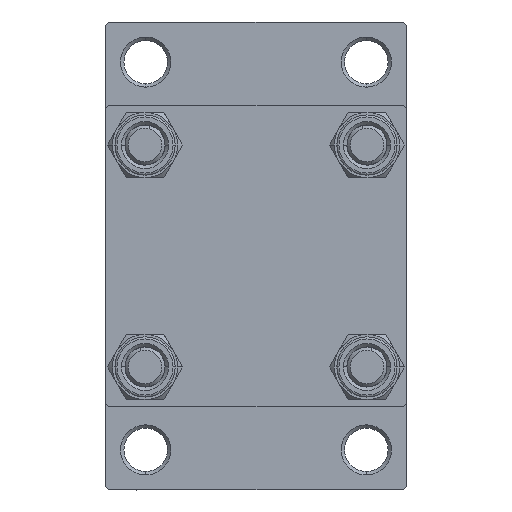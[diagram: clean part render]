
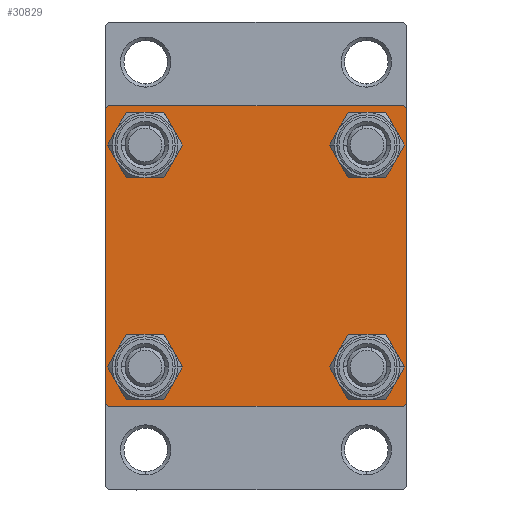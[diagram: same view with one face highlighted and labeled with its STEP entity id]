
A CAD part, left-side view. The second image highlights one B-rep face of the part: STEP entity #30829.
In plain terms, the highlighted planar face has unit normal (-1, 0, 0).
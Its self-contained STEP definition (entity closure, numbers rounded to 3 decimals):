
#352 = CARTESIAN_POINT ( 'NONE',  ( 0., 16.6, 13.1 ) ) ;
#474 = FACE_OUTER_BOUND ( 'NONE', #4565, .T. ) ;
#590 = DIRECTION ( 'NONE',  ( 1., 0., 0. ) ) ;
#682 = EDGE_CURVE ( 'NONE', #2705, #37518, #793, .T. ) ;
#793 = CIRCLE ( 'NONE', #42479, 3.5 ) ;
#1321 = CARTESIAN_POINT ( 'NONE',  ( 0., -16.6, -16.6 ) ) ;
#1381 = VERTEX_POINT ( 'NONE', #5693 ) ;
#1447 = EDGE_CURVE ( 'NONE', #43370, #35839, #7802, .T. ) ;
#1514 = LINE ( 'NONE', #31010, #11438 ) ;
#1625 = CARTESIAN_POINT ( 'NONE',  ( 0., -16.6, -16.6 ) ) ;
#2629 = AXIS2_PLACEMENT_3D ( 'NONE', #1625, #39080, #20712 ) ;
#2703 = LINE ( 'NONE', #35579, #33101 ) ;
#2705 = VERTEX_POINT ( 'NONE', #24637 ) ;
#2898 = CARTESIAN_POINT ( 'NONE',  ( 0., -16.6, 13.1 ) ) ;
#2984 = DIRECTION ( 'NONE',  ( 0., -0.707, -0.707 ) ) ;
#4100 = CIRCLE ( 'NONE', #40351, 3.5 ) ;
#4565 = EDGE_LOOP ( 'NONE', ( #16245, #25236, #47743, #21464, #28776, #20515, #19413, #46175 ) ) ;
#4823 = DIRECTION ( 'NONE',  ( 0., 0., 1. ) ) ;
#5103 = ORIENTED_EDGE ( 'NONE', *, *, #38225, .T. ) ;
#5182 = DIRECTION ( 'NONE',  ( 0., 0., 1. ) ) ;
#5226 = LINE ( 'NONE', #41063, #47154 ) ;
#5693 = CARTESIAN_POINT ( 'NONE',  ( 0., 22.5, 22. ) ) ;
#5804 = AXIS2_PLACEMENT_3D ( 'NONE', #44692, #47838, #36973 ) ;
#6513 = VERTEX_POINT ( 'NONE', #10970 ) ;
#6821 = DIRECTION ( 'NONE',  ( 1., 0., 0. ) ) ;
#7403 = VERTEX_POINT ( 'NONE', #17765 ) ;
#7729 = FACE_BOUND ( 'NONE', #40354, .T. ) ;
#7802 = CIRCLE ( 'NONE', #34836, 3.5 ) ;
#7967 = FACE_BOUND ( 'NONE', #22798, .T. ) ;
#8274 = CARTESIAN_POINT ( 'NONE',  ( 0., -22., 22.5 ) ) ;
#8375 = VERTEX_POINT ( 'NONE', #29696 ) ;
#8443 = EDGE_CURVE ( 'NONE', #28631, #6513, #29669, .T. ) ;
#9236 = ORIENTED_EDGE ( 'NONE', *, *, #15017, .T. ) ;
#9967 = CARTESIAN_POINT ( 'NONE',  ( 0., 16.6, 20.1 ) ) ;
#10335 = AXIS2_PLACEMENT_3D ( 'NONE', #23437, #41548, #4823 ) ;
#10970 = CARTESIAN_POINT ( 'NONE',  ( 0., -16.6, -13.1 ) ) ;
#11414 = EDGE_CURVE ( 'NONE', #7403, #1381, #33148, .T. ) ;
#11438 = VECTOR ( 'NONE', #45735, 1000. ) ;
#11846 = CARTESIAN_POINT ( 'NONE',  ( 0., 22.25, 22.25 ) ) ;
#12298 = DIRECTION ( 'NONE',  ( -1., 0., 0. ) ) ;
#13493 = CIRCLE ( 'NONE', #5804, 3.5 ) ;
#13780 = CARTESIAN_POINT ( 'NONE',  ( 0., -22.5, 22. ) ) ;
#13907 = CARTESIAN_POINT ( 'NONE',  ( 0., 16.6, -13.1 ) ) ;
#14005 = CARTESIAN_POINT ( 'NONE',  ( 0., 22.5, -22. ) ) ;
#14318 = EDGE_CURVE ( 'NONE', #19083, #36735, #13493, .T. ) ;
#15017 = EDGE_CURVE ( 'NONE', #37518, #2705, #25103, .T. ) ;
#15583 = VERTEX_POINT ( 'NONE', #23311 ) ;
#16245 = ORIENTED_EDGE ( 'NONE', *, *, #26578, .T. ) ;
#16273 = AXIS2_PLACEMENT_3D ( 'NONE', #45422, #12298, #30220 ) ;
#16410 = LINE ( 'NONE', #45902, #34131 ) ;
#17443 = DIRECTION ( 'NONE',  ( 0., 0., -1. ) ) ;
#17521 = ORIENTED_EDGE ( 'NONE', *, *, #8443, .T. ) ;
#17765 = CARTESIAN_POINT ( 'NONE',  ( 0., 22., 22.5 ) ) ;
#18465 = DIRECTION ( 'NONE',  ( 1., 0., 0. ) ) ;
#18726 = CARTESIAN_POINT ( 'NONE',  ( 0., -16.6, 20.1 ) ) ;
#19083 = VERTEX_POINT ( 'NONE', #9967 ) ;
#19328 = FACE_BOUND ( 'NONE', #29182, .T. ) ;
#19332 = DIRECTION ( 'NONE',  ( 0., -1., 0. ) ) ;
#19413 = ORIENTED_EDGE ( 'NONE', *, *, #38420, .F. ) ;
#19599 = CIRCLE ( 'NONE', #10335, 3.5 ) ;
#20515 = ORIENTED_EDGE ( 'NONE', *, *, #24472, .T. ) ;
#20712 = DIRECTION ( 'NONE',  ( 0., 0., 1. ) ) ;
#21464 = ORIENTED_EDGE ( 'NONE', *, *, #34377, .T. ) ;
#21805 = CARTESIAN_POINT ( 'NONE',  ( 0., 22.5, 22.5 ) ) ;
#22626 = VECTOR ( 'NONE', #40986, 1000. ) ;
#22798 = EDGE_LOOP ( 'NONE', ( #5103, #41708 ) ) ;
#23311 = CARTESIAN_POINT ( 'NONE',  ( 0., -22., -22.5 ) ) ;
#23437 = CARTESIAN_POINT ( 'NONE',  ( 0., 16.6, 16.6 ) ) ;
#24472 = EDGE_CURVE ( 'NONE', #30618, #27369, #1514, .T. ) ;
#24630 = EDGE_CURVE ( 'NONE', #30618, #8375, #2703, .T. ) ;
#24637 = CARTESIAN_POINT ( 'NONE',  ( 0., 16.6, -20.1 ) ) ;
#25103 = CIRCLE ( 'NONE', #45203, 3.5 ) ;
#25236 = ORIENTED_EDGE ( 'NONE', *, *, #28178, .T. ) ;
#25459 = LINE ( 'NONE', #36114, #44746 ) ;
#25828 = ORIENTED_EDGE ( 'NONE', *, *, #682, .T. ) ;
#25973 = CARTESIAN_POINT ( 'NONE',  ( 0., -16.6, 16.6 ) ) ;
#26210 = ORIENTED_EDGE ( 'NONE', *, *, #41126, .T. ) ;
#26445 = ORIENTED_EDGE ( 'NONE', *, *, #40624, .T. ) ;
#26578 = EDGE_CURVE ( 'NONE', #1381, #39455, #36312, .T. ) ;
#26991 = VECTOR ( 'NONE', #36554, 1000. ) ;
#27369 = VERTEX_POINT ( 'NONE', #8274 ) ;
#28178 = EDGE_CURVE ( 'NONE', #39455, #43363, #25459, .T. ) ;
#28631 = VERTEX_POINT ( 'NONE', #33322 ) ;
#28776 = ORIENTED_EDGE ( 'NONE', *, *, #24630, .F. ) ;
#29182 = EDGE_LOOP ( 'NONE', ( #26210, #17521 ) ) ;
#29669 = CIRCLE ( 'NONE', #2629, 3.5 ) ;
#29696 = CARTESIAN_POINT ( 'NONE',  ( 0., -22.5, -22. ) ) ;
#29984 = FACE_BOUND ( 'NONE', #34395, .T. ) ;
#30220 = DIRECTION ( 'NONE',  ( 0., 0., 1. ) ) ;
#30378 = CARTESIAN_POINT ( 'NONE',  ( 0., 22.5, 22.5 ) ) ;
#30499 = CARTESIAN_POINT ( 'NONE',  ( 0., -16.6, 16.6 ) ) ;
#30618 = VERTEX_POINT ( 'NONE', #13780 ) ;
#30795 = CARTESIAN_POINT ( 'NONE',  ( 0., 16.6, -16.6 ) ) ;
#30829 = ADVANCED_FACE ( 'NONE', ( #7967, #19328, #29984, #7729, #474 ), #34082, .T. ) ;
#31010 = CARTESIAN_POINT ( 'NONE',  ( 0., -22.25, 22.25 ) ) ;
#31023 = DIRECTION ( 'NONE',  ( 1., 0., 0. ) ) ;
#31178 = VECTOR ( 'NONE', #37739, 1000. ) ;
#31672 = CARTESIAN_POINT ( 'NONE',  ( 0., 22., -22.5 ) ) ;
#33101 = VECTOR ( 'NONE', #17443, 1000. ) ;
#33148 = LINE ( 'NONE', #11846, #31178 ) ;
#33282 = LINE ( 'NONE', #30378, #22626 ) ;
#33322 = CARTESIAN_POINT ( 'NONE',  ( 0., -16.6, -20.1 ) ) ;
#34082 = PLANE ( 'NONE',  #16273 ) ;
#34131 = VECTOR ( 'NONE', #19332, 1000. ) ;
#34377 = EDGE_CURVE ( 'NONE', #15583, #8375, #5226, .T. ) ;
#34395 = EDGE_LOOP ( 'NONE', ( #9236, #25828 ) ) ;
#34721 = DIRECTION ( 'NONE',  ( 0., -0.707, 0.707 ) ) ;
#34836 = AXIS2_PLACEMENT_3D ( 'NONE', #25973, #18465, #40219 ) ;
#35579 = CARTESIAN_POINT ( 'NONE',  ( 0., -22.5, 22.5 ) ) ;
#35839 = VERTEX_POINT ( 'NONE', #18726 ) ;
#36114 = CARTESIAN_POINT ( 'NONE',  ( 0., 22.25, -22.25 ) ) ;
#36150 = EDGE_CURVE ( 'NONE', #43363, #15583, #16410, .T. ) ;
#36312 = LINE ( 'NONE', #21805, #26991 ) ;
#36554 = DIRECTION ( 'NONE',  ( 0., 0., -1. ) ) ;
#36558 = DIRECTION ( 'NONE',  ( 0., 0., 1. ) ) ;
#36735 = VERTEX_POINT ( 'NONE', #352 ) ;
#36973 = DIRECTION ( 'NONE',  ( 0., 0., 1. ) ) ;
#37518 = VERTEX_POINT ( 'NONE', #13907 ) ;
#37739 = DIRECTION ( 'NONE',  ( 0., 0.707, -0.707 ) ) ;
#38225 = EDGE_CURVE ( 'NONE', #35839, #43370, #4100, .T. ) ;
#38420 = EDGE_CURVE ( 'NONE', #7403, #27369, #33282, .T. ) ;
#38978 = DIRECTION ( 'NONE',  ( 0., 0., 1. ) ) ;
#39080 = DIRECTION ( 'NONE',  ( 1., 0., 0. ) ) ;
#39455 = VERTEX_POINT ( 'NONE', #14005 ) ;
#40219 = DIRECTION ( 'NONE',  ( 0., 0., 1. ) ) ;
#40351 = AXIS2_PLACEMENT_3D ( 'NONE', #30499, #44985, #45221 ) ;
#40354 = EDGE_LOOP ( 'NONE', ( #45275, #26445 ) ) ;
#40624 = EDGE_CURVE ( 'NONE', #36735, #19083, #19599, .T. ) ;
#40986 = DIRECTION ( 'NONE',  ( 0., -1., 0. ) ) ;
#41063 = CARTESIAN_POINT ( 'NONE',  ( 0., -22.25, -22.25 ) ) ;
#41126 = EDGE_CURVE ( 'NONE', #6513, #28631, #47434, .T. ) ;
#41548 = DIRECTION ( 'NONE',  ( 1., 0., 0. ) ) ;
#41708 = ORIENTED_EDGE ( 'NONE', *, *, #1447, .T. ) ;
#42479 = AXIS2_PLACEMENT_3D ( 'NONE', #30795, #31023, #38978 ) ;
#42766 = AXIS2_PLACEMENT_3D ( 'NONE', #1321, #590, #5182 ) ;
#43363 = VERTEX_POINT ( 'NONE', #31672 ) ;
#43370 = VERTEX_POINT ( 'NONE', #2898 ) ;
#44267 = CARTESIAN_POINT ( 'NONE',  ( 0., 16.6, -16.6 ) ) ;
#44692 = CARTESIAN_POINT ( 'NONE',  ( 0., 16.6, 16.6 ) ) ;
#44746 = VECTOR ( 'NONE', #2984, 1000. ) ;
#44985 = DIRECTION ( 'NONE',  ( 1., 0., 0. ) ) ;
#45203 = AXIS2_PLACEMENT_3D ( 'NONE', #44267, #6821, #36558 ) ;
#45221 = DIRECTION ( 'NONE',  ( 0., 0., 1. ) ) ;
#45275 = ORIENTED_EDGE ( 'NONE', *, *, #14318, .T. ) ;
#45422 = CARTESIAN_POINT ( 'NONE',  ( 0., 0., 0. ) ) ;
#45735 = DIRECTION ( 'NONE',  ( 0., 0.707, 0.707 ) ) ;
#45902 = CARTESIAN_POINT ( 'NONE',  ( 0., 22.5, -22.5 ) ) ;
#46175 = ORIENTED_EDGE ( 'NONE', *, *, #11414, .T. ) ;
#47154 = VECTOR ( 'NONE', #34721, 1000. ) ;
#47434 = CIRCLE ( 'NONE', #42766, 3.5 ) ;
#47743 = ORIENTED_EDGE ( 'NONE', *, *, #36150, .T. ) ;
#47838 = DIRECTION ( 'NONE',  ( 1., 0., 0. ) ) ;
